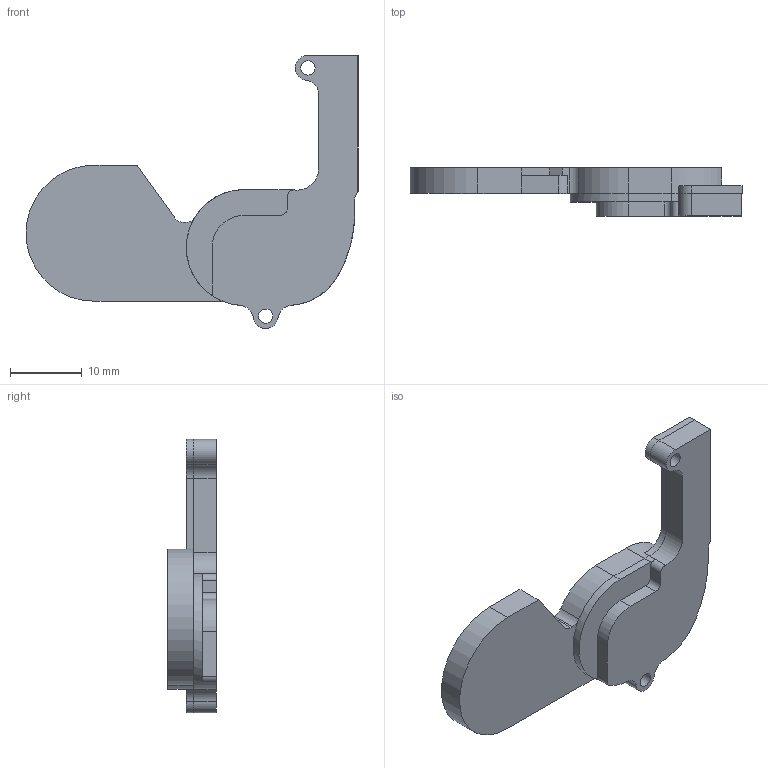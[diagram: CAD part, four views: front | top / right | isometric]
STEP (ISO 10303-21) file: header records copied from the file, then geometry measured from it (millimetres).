
FILE_DESCRIPTION(/* description */ (''),/* implementation_level */ '2;1');
FILE_NAME(/* name */ 'MirrorSpeaker Assembly.step',/* time_stamp */ '2022-11-11T15:40:44+09:00',/* author */ (''),/* organization */ (''),/* preprocessor_version */ 'ST-DEVELOPER v19.2',/* originating_system */ 'Autodesk Translation Framework v11.17.0.187',/* authorisation */ '');
FILE_SCHEMA (('AUTOMOTIVE_DESIGN { 1 0 10303 214 3 1 1 }'));
Length unit declared in the file: millimetre
Products named in the file (3): MirrorSpeaker Assembly; MirrorSpeaker Duct; MirrorSpeaker Duct Lower
Assembly tree (2 placements, depth 2):
  MirrorSpeaker Assembly
    MirrorSpeaker Duct
    MirrorSpeaker Duct Lower
Bounding box: 46.4 x 6.8 x 38.19 mm (x, y, z)
Volume: 1964.3 mm3; surface area: 3246.6 mm2
Topology: 2 solids, 2 shells, 118 faces, 327 edges, 212 vertices
Faces by surface type: cylinder 56, plane 51, torus 7, cone 4
Full cylindrical faces by diameter (mm): 2 x4
Entity records: 3972 total; most frequent: CARTESIAN_POINT 728, DIRECTION 705, ORIENTED_EDGE 654, EDGE_CURVE 327, AXIS2_PLACEMENT_3D 260, VERTEX_POINT 212, LINE 185, VECTOR 185
